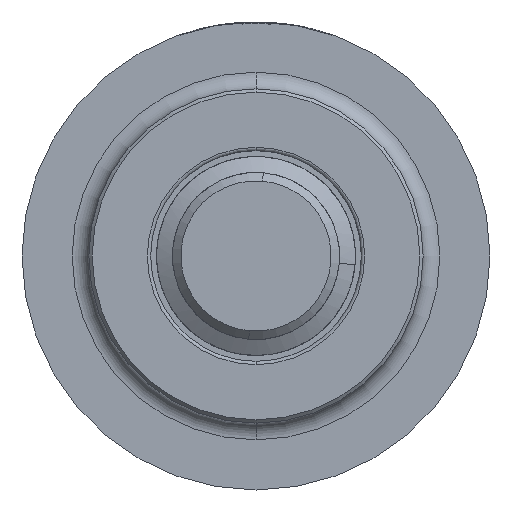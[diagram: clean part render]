
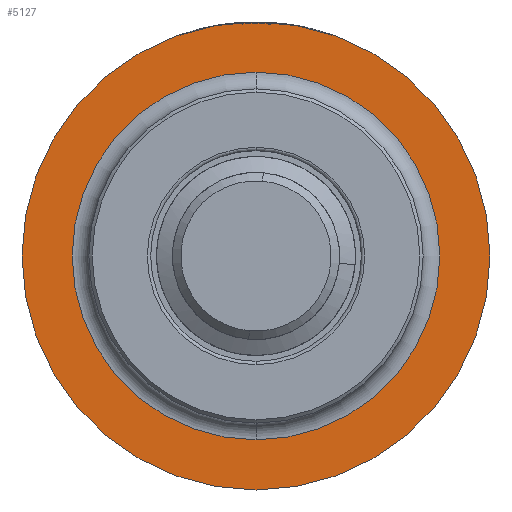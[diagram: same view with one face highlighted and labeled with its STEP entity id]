
A CAD part, front view. The second image highlights one B-rep face of the part: STEP entity #5127.
In plain terms, the highlighted planar face has unit normal (0, -1, 0).
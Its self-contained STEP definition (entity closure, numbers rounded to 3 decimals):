
#16 = DIRECTION ( 'NONE',  ( 0., 0., -1. ) ) ;
#294 = ORIENTED_EDGE ( 'NONE', *, *, #7597, .F. ) ;
#487 = DIRECTION ( 'NONE',  ( 0., 0., -1. ) ) ;
#900 = CIRCLE ( 'NONE', #7876, 11. ) ;
#1317 = DIRECTION ( 'NONE',  ( 0., -1., 0. ) ) ;
#1380 = CARTESIAN_POINT ( 'NONE',  ( 0., 7.42, 11. ) ) ;
#1404 = CIRCLE ( 'NONE', #1681, 14. ) ;
#1419 = DIRECTION ( 'NONE',  ( 0., -1., 0. ) ) ;
#1432 = EDGE_LOOP ( 'NONE', ( #3569, #6775 ) ) ;
#1446 = CARTESIAN_POINT ( 'NONE',  ( 11., 7.42, 0. ) ) ;
#1513 = AXIS2_PLACEMENT_3D ( 'NONE', #2983, #3039, #487 ) ;
#1681 = AXIS2_PLACEMENT_3D ( 'NONE', #3214, #1317, #16 ) ;
#1703 = FACE_OUTER_BOUND ( 'NONE', #1432, .T. ) ;
#2123 = VERTEX_POINT ( 'NONE', #5405 ) ;
#2130 = VERTEX_POINT ( 'NONE', #1380 ) ;
#2281 = DIRECTION ( 'NONE',  ( 0., 0., -1. ) ) ;
#2337 = CARTESIAN_POINT ( 'NONE',  ( 0., 7.42, 0. ) ) ;
#2544 = AXIS2_PLACEMENT_3D ( 'NONE', #1446, #1419, #7846 ) ;
#2983 = CARTESIAN_POINT ( 'NONE',  ( 0., 7.42, 0. ) ) ;
#3039 = DIRECTION ( 'NONE',  ( 0., -1., 0. ) ) ;
#3214 = CARTESIAN_POINT ( 'NONE',  ( 0., 7.42, 0. ) ) ;
#3569 = ORIENTED_EDGE ( 'NONE', *, *, #5597, .T. ) ;
#3714 = CIRCLE ( 'NONE', #5965, 11. ) ;
#4102 = CIRCLE ( 'NONE', #1513, 14. ) ;
#4119 = VERTEX_POINT ( 'NONE', #6532 ) ;
#4563 = PLANE ( 'NONE',  #2544 ) ;
#5127 = ADVANCED_FACE ( 'NONE', ( #1703, #6699 ), #4563, .T. ) ;
#5208 = EDGE_CURVE ( 'NONE', #4119, #2130, #900, .T. ) ;
#5405 = CARTESIAN_POINT ( 'NONE',  ( 0., 7.42, 14. ) ) ;
#5520 = DIRECTION ( 'NONE',  ( 0., 0., -1. ) ) ;
#5597 = EDGE_CURVE ( 'NONE', #5842, #2123, #1404, .T. ) ;
#5842 = VERTEX_POINT ( 'NONE', #7001 ) ;
#5965 = AXIS2_PLACEMENT_3D ( 'NONE', #6885, #6223, #5520 ) ;
#6223 = DIRECTION ( 'NONE',  ( 0., -1., 0. ) ) ;
#6532 = CARTESIAN_POINT ( 'NONE',  ( 0., 7.42, -11. ) ) ;
#6699 = FACE_BOUND ( 'NONE', #8217, .T. ) ;
#6775 = ORIENTED_EDGE ( 'NONE', *, *, #7628, .T. ) ;
#6885 = CARTESIAN_POINT ( 'NONE',  ( 0., 7.42, 0. ) ) ;
#7001 = CARTESIAN_POINT ( 'NONE',  ( 0., 7.42, -14. ) ) ;
#7376 = DIRECTION ( 'NONE',  ( 0., -1., 0. ) ) ;
#7597 = EDGE_CURVE ( 'NONE', #2130, #4119, #3714, .T. ) ;
#7628 = EDGE_CURVE ( 'NONE', #2123, #5842, #4102, .T. ) ;
#7662 = ORIENTED_EDGE ( 'NONE', *, *, #5208, .F. ) ;
#7846 = DIRECTION ( 'NONE',  ( 0., 0., -1. ) ) ;
#7876 = AXIS2_PLACEMENT_3D ( 'NONE', #2337, #7376, #2281 ) ;
#8217 = EDGE_LOOP ( 'NONE', ( #7662, #294 ) ) ;
